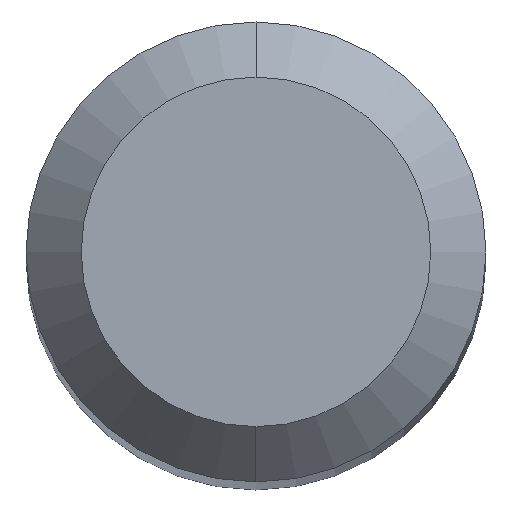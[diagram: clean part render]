
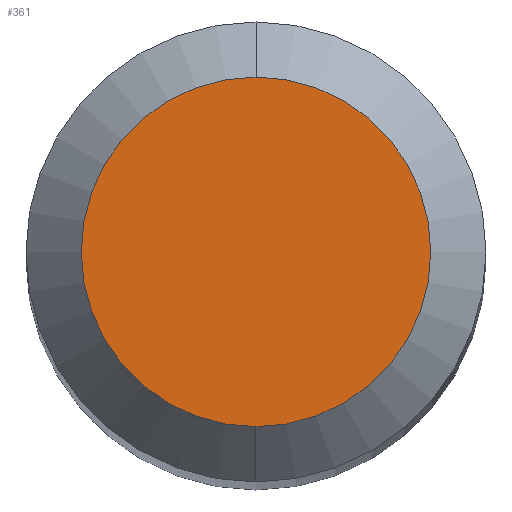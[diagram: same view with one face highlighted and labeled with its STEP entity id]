
A CAD part, top view. The second image highlights one B-rep face of the part: STEP entity #361.
In plain terms, the highlighted planar face has unit normal (0, 0, 1).
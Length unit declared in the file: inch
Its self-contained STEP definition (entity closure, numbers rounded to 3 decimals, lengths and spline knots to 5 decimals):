
#26 = ORIENTED_EDGE ( 'NONE', *, *, #536, .T. ) ;
#33 = CIRCLE ( 'NONE', #253, 0.0475 ) ;
#103 = VERTEX_POINT ( 'NONE', #108 ) ;
#108 = CARTESIAN_POINT ( 'NONE',  ( 0., -0.0475, 0. ) ) ;
#140 = CIRCLE ( 'NONE', #288, 0.0475 ) ;
#195 = CARTESIAN_POINT ( 'NONE',  ( 0., 0., 0. ) ) ;
#210 = AXIS2_PLACEMENT_3D ( 'NONE', #375, #278, #547 ) ;
#228 = ORIENTED_EDGE ( 'NONE', *, *, #372, .T. ) ;
#253 = AXIS2_PLACEMENT_3D ( 'NONE', #195, #451, #363 ) ;
#278 = DIRECTION ( 'NONE',  ( 0., 0., -1. ) ) ;
#288 = AXIS2_PLACEMENT_3D ( 'NONE', #474, #518, #478 ) ;
#332 = PLANE ( 'NONE',  #210 ) ;
#361 = ADVANCED_FACE ( 'NONE', ( #534 ), #332, .F. ) ;
#363 = DIRECTION ( 'NONE',  ( 0., -1., 0. ) ) ;
#372 = EDGE_CURVE ( 'NONE', #549, #103, #33, .T. ) ;
#375 = CARTESIAN_POINT ( 'NONE',  ( 0., 0.0475, 0. ) ) ;
#391 = CARTESIAN_POINT ( 'NONE',  ( 0., 0.0475, 0. ) ) ;
#451 = DIRECTION ( 'NONE',  ( 0., 0., 1. ) ) ;
#474 = CARTESIAN_POINT ( 'NONE',  ( 0., 0., 0. ) ) ;
#478 = DIRECTION ( 'NONE',  ( 0., -1., 0. ) ) ;
#498 = EDGE_LOOP ( 'NONE', ( #228, #26 ) ) ;
#518 = DIRECTION ( 'NONE',  ( 0., 0., 1. ) ) ;
#534 = FACE_OUTER_BOUND ( 'NONE', #498, .T. ) ;
#536 = EDGE_CURVE ( 'NONE', #103, #549, #140, .T. ) ;
#547 = DIRECTION ( 'NONE',  ( 0., 1., 0. ) ) ;
#549 = VERTEX_POINT ( 'NONE', #391 ) ;
